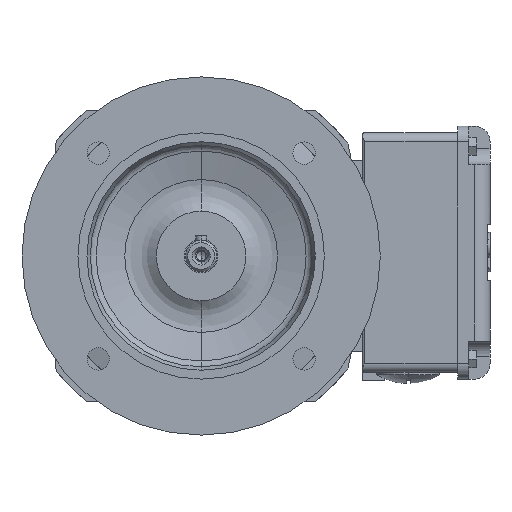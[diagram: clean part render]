
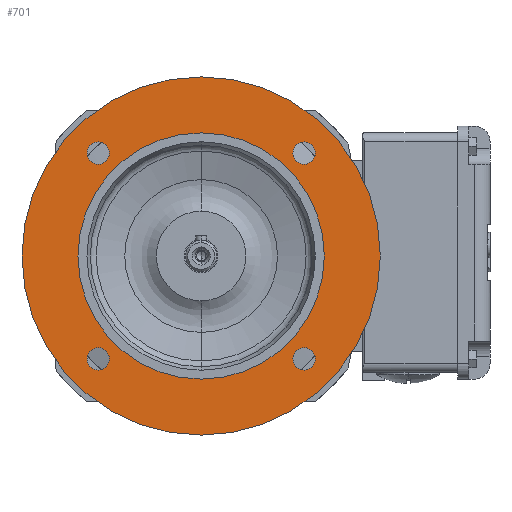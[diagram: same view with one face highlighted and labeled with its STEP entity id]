
A CAD part, left-side view. The second image highlights one B-rep face of the part: STEP entity #701.
In plain terms, the highlighted planar face has unit normal (-1, 0, 0).
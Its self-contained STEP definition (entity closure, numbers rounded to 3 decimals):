
#701=ADVANCED_FACE('',(#1856,#1857,#1858,#1859,#1860,#1861),#1862,.F.);
#1856=FACE_BOUND('',#3480,.T.);
#1857=FACE_BOUND('',#3481,.T.);
#1858=FACE_BOUND('',#3482,.T.);
#1859=FACE_BOUND('',#3483,.T.);
#1860=FACE_BOUND('',#3484,.T.);
#1861=FACE_OUTER_BOUND('',#3485,.T.);
#1862=PLANE('',#3486);
#3480=EDGE_LOOP('',(#7126,#7127));
#3481=EDGE_LOOP('',(#7128,#7129));
#3482=EDGE_LOOP('',(#7130,#7131));
#3483=EDGE_LOOP('',(#7132,#7133));
#3484=EDGE_LOOP('',(#7134,#7135));
#3485=EDGE_LOOP('',(#7136,#7137));
#3486=AXIS2_PLACEMENT_3D('',#7138,#7139,#7140);
#7126=ORIENTED_EDGE('',*,*,#11615,.F.);
#7127=ORIENTED_EDGE('',*,*,#11498,.F.);
#7128=ORIENTED_EDGE('',*,*,#11616,.F.);
#7129=ORIENTED_EDGE('',*,*,#11503,.F.);
#7130=ORIENTED_EDGE('',*,*,#11617,.F.);
#7131=ORIENTED_EDGE('',*,*,#11508,.F.);
#7132=ORIENTED_EDGE('',*,*,#11618,.F.);
#7133=ORIENTED_EDGE('',*,*,#11513,.F.);
#7134=ORIENTED_EDGE('',*,*,#11555,.F.);
#7135=ORIENTED_EDGE('',*,*,#11577,.F.);
#7136=ORIENTED_EDGE('',*,*,#11518,.T.);
#7137=ORIENTED_EDGE('',*,*,#11613,.T.);
#7138=CARTESIAN_POINT('',(0.0,55.0,0.0));
#7139=DIRECTION('',(1.0,0.0,0.0));
#7140=DIRECTION('',(0.0,0.0,-1.0));
#11498=EDGE_CURVE('',#13561,#13563,#13564,.T.);
#11503=EDGE_CURVE('',#13570,#13572,#13573,.T.);
#11508=EDGE_CURVE('',#13579,#13581,#13582,.T.);
#11513=EDGE_CURVE('',#13588,#13590,#13591,.T.);
#11518=EDGE_CURVE('',#13599,#13597,#13600,.F.);
#11555=EDGE_CURVE('',#13660,#13661,#13662,.T.);
#11577=EDGE_CURVE('',#13661,#13660,#13699,.T.);
#11613=EDGE_CURVE('',#13597,#13599,#13741,.F.);
#11615=EDGE_CURVE('',#13563,#13561,#13743,.T.);
#11616=EDGE_CURVE('',#13572,#13570,#13744,.T.);
#11617=EDGE_CURVE('',#13581,#13579,#13745,.T.);
#11618=EDGE_CURVE('',#13590,#13588,#13746,.T.);
#13561=VERTEX_POINT('',#16797);
#13563=VERTEX_POINT('',#16800);
#13564=CIRCLE('',#16801,5.0);
#13570=VERTEX_POINT('',#16808);
#13572=VERTEX_POINT('',#16811);
#13573=CIRCLE('',#16812,5.0);
#13579=VERTEX_POINT('',#16819);
#13581=VERTEX_POINT('',#16822);
#13582=CIRCLE('',#16823,5.0);
#13588=VERTEX_POINT('',#16830);
#13590=VERTEX_POINT('',#16833);
#13591=CIRCLE('',#16834,5.0);
#13597=VERTEX_POINT('',#16841);
#13599=VERTEX_POINT('',#16844);
#13600=CIRCLE('',#16845,80.0);
#13660=VERTEX_POINT('',#16950);
#13661=VERTEX_POINT('',#16951);
#13662=CIRCLE('',#16952,55.0);
#13699=CIRCLE('',#16997,55.0);
#13741=CIRCLE('',#17077,80.0);
#13743=CIRCLE('',#17079,5.0);
#13744=CIRCLE('',#17080,5.0);
#13745=CIRCLE('',#17081,5.0);
#13746=CIRCLE('',#17082,5.0);
#16797=CARTESIAN_POINT('',(0.0,45.962,-50.962));
#16800=CARTESIAN_POINT('',(0.0,45.962,-40.962));
#16801=AXIS2_PLACEMENT_3D('',#22386,#22387,#22388);
#16808=CARTESIAN_POINT('',(0.0,-45.962,-50.962));
#16811=CARTESIAN_POINT('',(0.0,-45.962,-40.962));
#16812=AXIS2_PLACEMENT_3D('',#22394,#22395,#22396);
#16819=CARTESIAN_POINT('',(0.0,-45.962,40.962));
#16822=CARTESIAN_POINT('',(0.0,-45.962,50.962));
#16823=AXIS2_PLACEMENT_3D('',#22402,#22403,#22404);
#16830=CARTESIAN_POINT('',(0.0,45.962,40.962));
#16833=CARTESIAN_POINT('',(0.0,45.962,50.962));
#16834=AXIS2_PLACEMENT_3D('',#22410,#22411,#22412);
#16841=CARTESIAN_POINT('',(0.0,0.,-80.0));
#16844=CARTESIAN_POINT('',(0.0,0.0,80.0));
#16845=AXIS2_PLACEMENT_3D('',#22418,#22419,#22420);
#16950=CARTESIAN_POINT('',(0.0,0.0,55.0));
#16951=CARTESIAN_POINT('',(0.0,0.,-55.0));
#16952=AXIS2_PLACEMENT_3D('',#22478,#22479,#22480);
#16997=AXIS2_PLACEMENT_3D('',#22516,#22517,#22518);
#17077=AXIS2_PLACEMENT_3D('',#22575,#22576,#22577);
#17079=AXIS2_PLACEMENT_3D('',#22578,#22579,#22580);
#17080=AXIS2_PLACEMENT_3D('',#22581,#22582,#22583);
#17081=AXIS2_PLACEMENT_3D('',#22584,#22585,#22586);
#17082=AXIS2_PLACEMENT_3D('',#22587,#22588,#22589);
#22386=CARTESIAN_POINT('',(0.0,45.962,-45.962));
#22387=DIRECTION('',(-1.0,0.0,0.0));
#22388=DIRECTION('',(0.0,0.0,1.0));
#22394=CARTESIAN_POINT('',(0.0,-45.962,-45.962));
#22395=DIRECTION('',(-1.0,0.0,0.0));
#22396=DIRECTION('',(0.0,0.0,1.0));
#22402=CARTESIAN_POINT('',(0.0,-45.962,45.962));
#22403=DIRECTION('',(-1.0,0.0,0.0));
#22404=DIRECTION('',(0.0,0.0,1.0));
#22410=CARTESIAN_POINT('',(0.0,45.962,45.962));
#22411=DIRECTION('',(-1.0,0.0,0.0));
#22412=DIRECTION('',(0.0,0.0,1.0));
#22418=CARTESIAN_POINT('',(0.0,0.0,0.0));
#22419=DIRECTION('',(1.0,0.0,-0.0));
#22420=DIRECTION('',(0.0,0.0,1.0));
#22478=CARTESIAN_POINT('',(0.0,0.0,0.0));
#22479=DIRECTION('',(-1.0,0.0,0.0));
#22480=DIRECTION('',(0.0,0.0,1.0));
#22516=CARTESIAN_POINT('',(0.0,0.0,0.0));
#22517=DIRECTION('',(-1.0,0.0,0.0));
#22518=DIRECTION('',(0.0,0.0,1.0));
#22575=CARTESIAN_POINT('',(0.0,0.0,0.0));
#22576=DIRECTION('',(1.0,0.0,-0.0));
#22577=DIRECTION('',(0.0,0.0,1.0));
#22578=CARTESIAN_POINT('',(0.0,45.962,-45.962));
#22579=DIRECTION('',(-1.0,0.0,0.0));
#22580=DIRECTION('',(0.0,0.0,1.0));
#22581=CARTESIAN_POINT('',(0.0,-45.962,-45.962));
#22582=DIRECTION('',(-1.0,0.0,0.0));
#22583=DIRECTION('',(0.0,0.0,1.0));
#22584=CARTESIAN_POINT('',(0.0,-45.962,45.962));
#22585=DIRECTION('',(-1.0,0.0,0.0));
#22586=DIRECTION('',(0.0,0.0,1.0));
#22587=CARTESIAN_POINT('',(0.0,45.962,45.962));
#22588=DIRECTION('',(-1.0,0.0,0.0));
#22589=DIRECTION('',(0.0,0.0,1.0));
